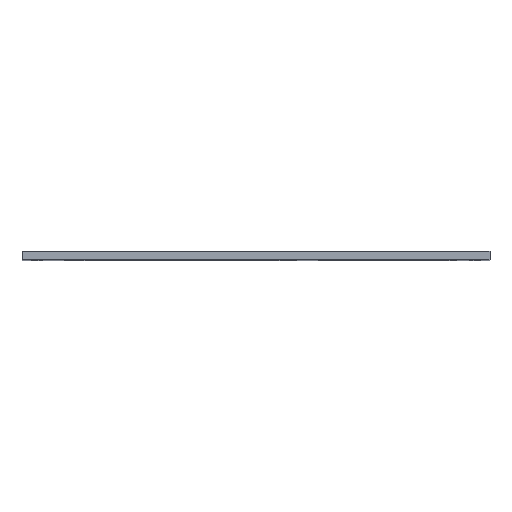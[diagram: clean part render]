
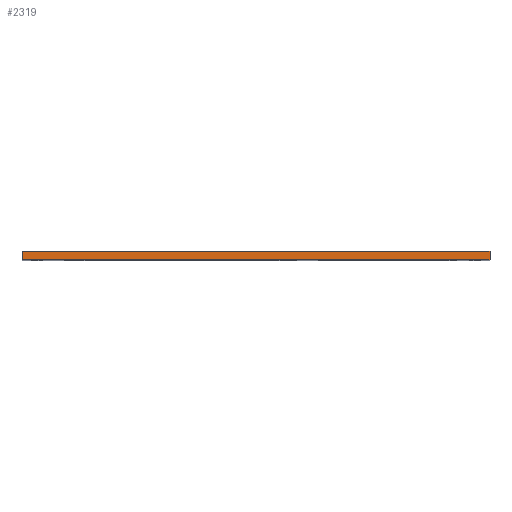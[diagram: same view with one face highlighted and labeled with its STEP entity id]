
A CAD part, top view. The second image highlights one B-rep face of the part: STEP entity #2319.
In plain terms, the highlighted planar face has unit normal (0, 0, 1).
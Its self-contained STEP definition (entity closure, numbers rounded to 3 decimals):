
#9 = PLANE ( 'NONE',  #3195 ) ;
#51 = VERTEX_POINT ( 'NONE', #1353 ) ;
#288 = LINE ( 'NONE', #1688, #3841 ) ;
#304 = EDGE_LOOP ( 'NONE', ( #3462, #3881, #522, #3503 ) ) ;
#350 = VERTEX_POINT ( 'NONE', #406 ) ;
#406 = CARTESIAN_POINT ( 'NONE',  ( 110., 4., 190.5 ) ) ;
#522 = ORIENTED_EDGE ( 'NONE', *, *, #2997, .F. ) ;
#604 = DIRECTION ( 'NONE',  ( 1., 0., 0. ) ) ;
#628 = VERTEX_POINT ( 'NONE', #3065 ) ;
#728 = EDGE_CURVE ( 'NONE', #350, #51, #288, .T. ) ;
#916 = VERTEX_POINT ( 'NONE', #3652 ) ;
#941 = CARTESIAN_POINT ( 'NONE',  ( -110., 4., 190.5 ) ) ;
#997 = DIRECTION ( 'NONE',  ( 0., -1., 0. ) ) ;
#1311 = CARTESIAN_POINT ( 'NONE',  ( -110., 4., 190.5 ) ) ;
#1353 = CARTESIAN_POINT ( 'NONE',  ( 110., 0., 190.5 ) ) ;
#1400 = VECTOR ( 'NONE', #2807, 1000. ) ;
#1649 = LINE ( 'NONE', #941, #4132 ) ;
#1688 = CARTESIAN_POINT ( 'NONE',  ( 110., 4., 190.5 ) ) ;
#1756 = CARTESIAN_POINT ( 'NONE',  ( -110., 0., 190.5 ) ) ;
#2278 = EDGE_CURVE ( 'NONE', #916, #628, #1649, .T. ) ;
#2299 = CARTESIAN_POINT ( 'NONE',  ( -110., 4., 190.5 ) ) ;
#2319 = ADVANCED_FACE ( 'NONE', ( #2395 ), #9, .F. ) ;
#2338 = LINE ( 'NONE', #2299, #3131 ) ;
#2395 = FACE_OUTER_BOUND ( 'NONE', #304, .T. ) ;
#2807 = DIRECTION ( 'NONE',  ( 1., 0., 0. ) ) ;
#2997 = EDGE_CURVE ( 'NONE', #916, #350, #2338, .T. ) ;
#3065 = CARTESIAN_POINT ( 'NONE',  ( -110., 0., 190.5 ) ) ;
#3077 = DIRECTION ( 'NONE',  ( 0., -1., 0. ) ) ;
#3131 = VECTOR ( 'NONE', #604, 1000. ) ;
#3157 = EDGE_CURVE ( 'NONE', #628, #51, #4455, .T. ) ;
#3195 = AXIS2_PLACEMENT_3D ( 'NONE', #1311, #4066, #4143 ) ;
#3462 = ORIENTED_EDGE ( 'NONE', *, *, #3157, .T. ) ;
#3503 = ORIENTED_EDGE ( 'NONE', *, *, #2278, .T. ) ;
#3652 = CARTESIAN_POINT ( 'NONE',  ( -110., 4., 190.5 ) ) ;
#3841 = VECTOR ( 'NONE', #997, 1000. ) ;
#3881 = ORIENTED_EDGE ( 'NONE', *, *, #728, .F. ) ;
#4066 = DIRECTION ( 'NONE',  ( 0., 0., -1. ) ) ;
#4132 = VECTOR ( 'NONE', #3077, 1000. ) ;
#4143 = DIRECTION ( 'NONE',  ( -1., 0., 0. ) ) ;
#4455 = LINE ( 'NONE', #1756, #1400 ) ;
